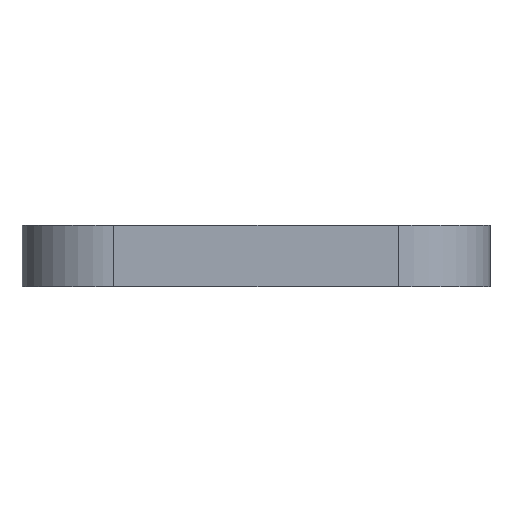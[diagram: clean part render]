
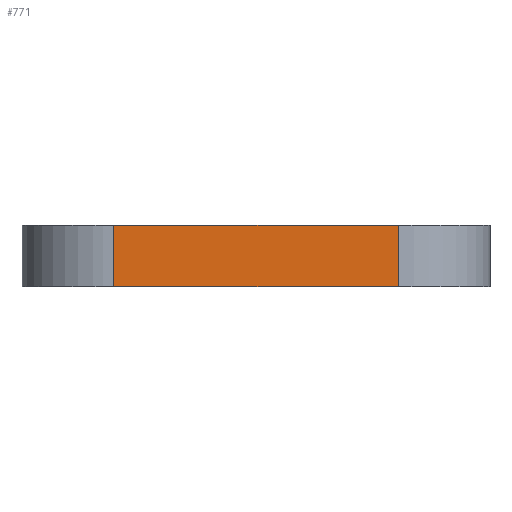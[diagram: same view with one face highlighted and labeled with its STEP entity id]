
A CAD part, front view. The second image highlights one B-rep face of the part: STEP entity #771.
In plain terms, the highlighted planar face has unit normal (0, -1, 0).
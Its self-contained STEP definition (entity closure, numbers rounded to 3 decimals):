
#61 = EDGE_CURVE ( 'NONE', #398, #64, #1060, .T. ) ;
#64 = VERTEX_POINT ( 'NONE', #436 ) ;
#183 = VERTEX_POINT ( 'NONE', #306 ) ;
#228 = CARTESIAN_POINT ( 'NONE',  ( -4.65, 0., 1. ) ) ;
#267 = EDGE_LOOP ( 'NONE', ( #1263, #1265, #1293, #1298 ) ) ;
#272 = CARTESIAN_POINT ( 'NONE',  ( -4.65, 0., -1. ) ) ;
#306 = CARTESIAN_POINT ( 'NONE',  ( 4.65, 0., -1. ) ) ;
#398 = VERTEX_POINT ( 'NONE', #228 ) ;
#436 = CARTESIAN_POINT ( 'NONE',  ( 4.65, 0., 1. ) ) ;
#476 = CARTESIAN_POINT ( 'NONE',  ( -4.65, 0., 1. ) ) ;
#489 = DIRECTION ( 'NONE',  ( 1., 0., 0. ) ) ;
#584 = DIRECTION ( 'NONE',  ( 1., 0., 0. ) ) ;
#608 = CARTESIAN_POINT ( 'NONE',  ( -4.65, 0., -1. ) ) ;
#614 = DIRECTION ( 'NONE',  ( 0., 0., -1. ) ) ;
#616 = CARTESIAN_POINT ( 'NONE',  ( 4.65, 0., 1. ) ) ;
#620 = VECTOR ( 'NONE', #584, 1000. ) ;
#630 = LINE ( 'NONE', #608, #620 ) ;
#644 = VECTOR ( 'NONE', #614, 1000. ) ;
#647 = LINE ( 'NONE', #616, #644 ) ;
#670 = EDGE_CURVE ( 'NONE', #398, #1137, #819, .T. ) ;
#721 = FACE_OUTER_BOUND ( 'NONE', #267, .T. ) ;
#771 = ADVANCED_FACE ( 'NONE', ( #721 ), #1004, .F. ) ;
#818 = VECTOR ( 'NONE', #1212, 1000. ) ;
#819 = LINE ( 'NONE', #1213, #818 ) ;
#891 = EDGE_CURVE ( 'NONE', #64, #183, #647, .T. ) ;
#937 = EDGE_CURVE ( 'NONE', #1137, #183, #630, .T. ) ;
#1000 = DIRECTION ( 'NONE',  ( -1., 0., 0. ) ) ;
#1002 = DIRECTION ( 'NONE',  ( 0., 1., 0. ) ) ;
#1004 = PLANE ( 'NONE',  #1400 ) ;
#1014 = CARTESIAN_POINT ( 'NONE',  ( -4.65, 0., 1. ) ) ;
#1058 = VECTOR ( 'NONE', #489, 1000. ) ;
#1060 = LINE ( 'NONE', #476, #1058 ) ;
#1137 = VERTEX_POINT ( 'NONE', #272 ) ;
#1212 = DIRECTION ( 'NONE',  ( 0., 0., -1. ) ) ;
#1213 = CARTESIAN_POINT ( 'NONE',  ( -4.65, 0., 1. ) ) ;
#1263 = ORIENTED_EDGE ( 'NONE', *, *, #937, .T. ) ;
#1265 = ORIENTED_EDGE ( 'NONE', *, *, #891, .F. ) ;
#1293 = ORIENTED_EDGE ( 'NONE', *, *, #61, .F. ) ;
#1298 = ORIENTED_EDGE ( 'NONE', *, *, #670, .T. ) ;
#1400 = AXIS2_PLACEMENT_3D ( 'NONE', #1014, #1002, #1000 ) ;
